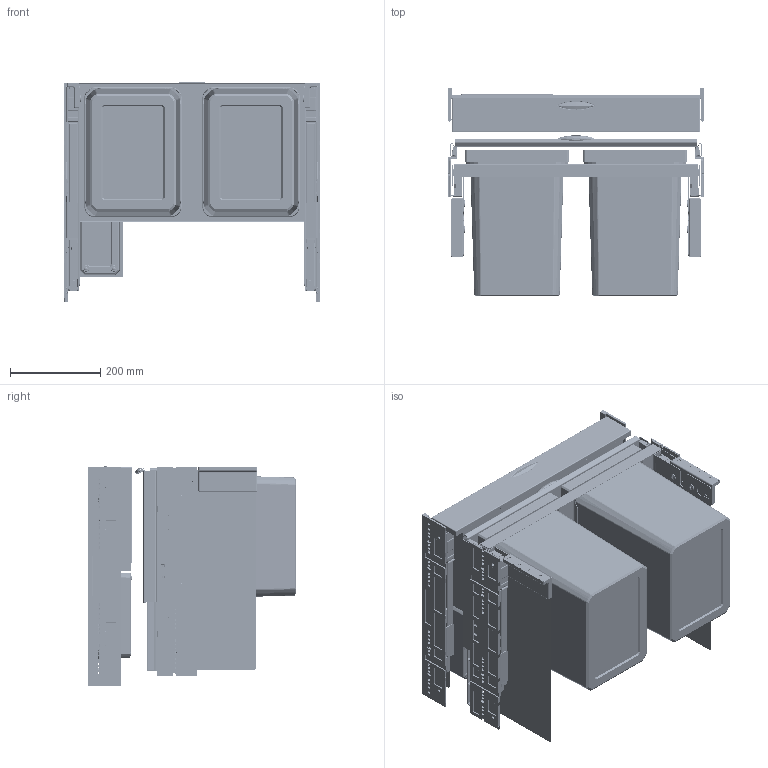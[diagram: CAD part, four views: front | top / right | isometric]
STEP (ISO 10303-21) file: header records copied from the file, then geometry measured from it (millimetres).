
FILE_DESCRIPTION(('STEP AP214'),'1');
FILE_NAME('8013803_V Cox Base 360 K_600-2 Bio mit Base Board.STP','2024-08-19T09:08:11',(' '),(' '),'Spatial InterOp 3D',' ',' ');
FILE_SCHEMA(('AUTOMOTIVE_DESIGN { 1 0 10303 214 1 1 1 1 }'));
Length unit declared in the file: millimetre
Products named in the file (1): 3D-Objekt
Bounding box: 568 x 460.51 x 487.05 mm (x, y, z)
Volume: 5405625.1 mm3; surface area: 4885702.9 mm2
Topology: 57 solids, 59 shells, 8541 faces, 21955 edges, 13628 vertices
Faces by surface type: plane 3456, cylinder 2640, torus 1287, cone 702, bspline 294, sphere 162
Entity records: 382208 total; most frequent: CARTESIAN_POINT 60302, DIRECTION 46275, ORIENTED_EDGE 43742, EDGE_CURVE 21871, STYLED_ITEM 20637, PRESENTATION_STYLE_ASSIGNMENT 20637, COLOUR_RGB 20637, CURVE_STYLE 18724
